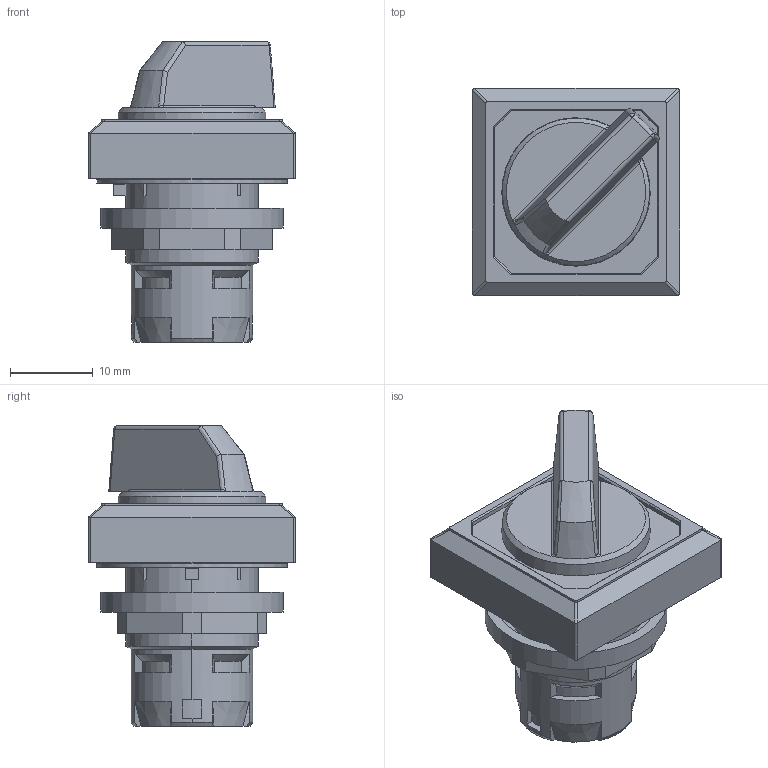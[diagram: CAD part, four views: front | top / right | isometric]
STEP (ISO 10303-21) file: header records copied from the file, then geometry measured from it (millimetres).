
FILE_DESCRIPTION(/* description */ (''),/* implementation_level */ '2;1');
FILE_NAME(/* name */ 'OKWA.stp',/* time_stamp */ '2020-09-16T08:48:18+02:00',/* author */ ('thagel'),/* organization */ (''),/* preprocessor_version */ 'ST-DEVELOPER v17.2',/* originating_system */ 'Autodesk Inventor 2019',/* authorisation */ '');
FILE_SCHEMA (('AUTOMOTIVE_DESIGN { 1 0 10303 214 3 1 1 }'));
Length unit declared in the file: millimetre
Products named in the file (1): OKWA
Bounding box: 25 x 25 x 36.3 mm (x, y, z)
Volume: 9182.6 mm3; surface area: 5540.8 mm2
Topology: 2 solids, 5 shells, 316 faces, 846 edges, 550 vertices
Faces by surface type: plane 220, cylinder 54, cone 23, bspline 12, torus 5, sphere 2
Full cylindrical faces by diameter (mm): 13.03 x2, 14.43 x1, 14.796 x1, 16.15 x1, 16.5 x1, 19.5 x1, 22 x1, 23 x1
Entity records: 10602 total; most frequent: CARTESIAN_POINT 2612, ORIENTED_EDGE 1692, DIRECTION 1630, EDGE_CURVE 846, AXIS2_PLACEMENT_3D 562, VERTEX_POINT 550, LINE 506, VECTOR 506
